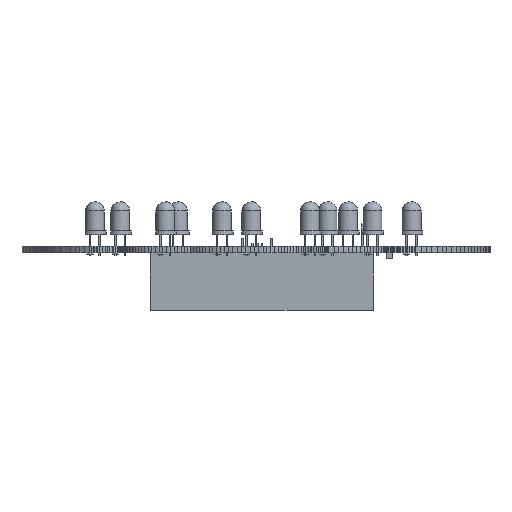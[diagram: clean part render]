
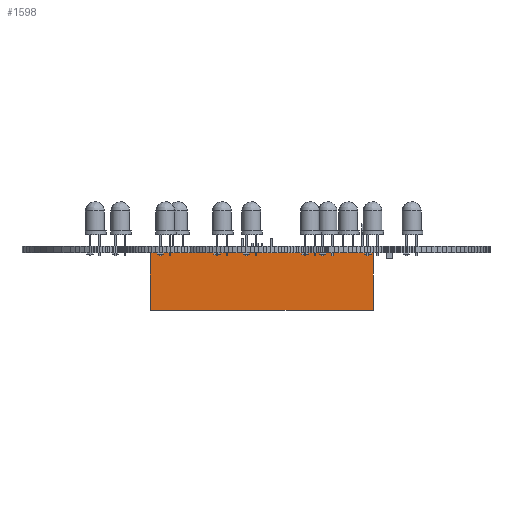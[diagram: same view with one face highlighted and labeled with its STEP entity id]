
A CAD part, front view. The second image highlights one B-rep face of the part: STEP entity #1598.
In plain terms, the highlighted free-form (B-spline) face has degree [1, 1] with [2, 2] control points.
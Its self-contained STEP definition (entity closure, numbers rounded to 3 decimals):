
#231 = B_SPLINE_SURFACE_WITH_KNOTS('',1,1,(
    (#232,#233)
    ,(#234,#235
    )),.UNSPECIFIED.,.F.,.F.,.F.,(2,2),(2,2),(-15.24,15.24),(-28.956,
    28.956),.PIECEWISE_BEZIER_KNOTS.);
#232 = CARTESIAN_POINT('',(-28.956,0.,-15.24));
#233 = CARTESIAN_POINT('',(28.956,0.,-15.24));
#234 = CARTESIAN_POINT('',(-28.956,0.,15.24));
#235 = CARTESIAN_POINT('',(28.956,0.,15.24));
#1272 = VERTEX_POINT('',#1273);
#1273 = CARTESIAN_POINT('',(28.956,0.,-15.24));
#1285 = B_SPLINE_SURFACE_WITH_KNOTS('',1,1,(
    (#1286,#1287)
    ,(#1288,#1289
    )),.UNSPECIFIED.,.F.,.F.,.F.,(2,2),(2,2),(-30.48,0.),(-15.,
    0.),.PIECEWISE_BEZIER_KNOTS.);
#1286 = CARTESIAN_POINT('',(28.956,0.,-15.24));
#1287 = CARTESIAN_POINT('',(28.956,15.,-15.24));
#1288 = CARTESIAN_POINT('',(28.956,0.,15.24));
#1289 = CARTESIAN_POINT('',(28.956,15.,15.24));
#1296 = EDGE_CURVE('',#1272,#1297,#1299,.T.);
#1297 = VERTEX_POINT('',#1298);
#1298 = CARTESIAN_POINT('',(-28.956,0.,-15.24));
#1299 = SURFACE_CURVE('',#1300,(#1303,#1309),.PCURVE_S1.);
#1300 = B_SPLINE_CURVE_WITH_KNOTS('',1,(#1301,#1302),.UNSPECIFIED.,.F.,
  .F.,(2,2),(0.,57.912),.PIECEWISE_BEZIER_KNOTS.);
#1301 = CARTESIAN_POINT('',(28.956,0.,-15.24));
#1302 = CARTESIAN_POINT('',(-28.956,0.,-15.24));
#1303 = PCURVE('',#231,#1304);
#1304 = DEFINITIONAL_REPRESENTATION('',(#1305),#1308);
#1305 = B_SPLINE_CURVE_WITH_KNOTS('',1,(#1306,#1307),.UNSPECIFIED.,.F.,
  .F.,(2,2),(0.,57.912),.PIECEWISE_BEZIER_KNOTS.);
#1306 = CARTESIAN_POINT('',(-15.24,28.956));
#1307 = CARTESIAN_POINT('',(-15.24,-28.956));
#1308 = ( GEOMETRIC_REPRESENTATION_CONTEXT(2) 
PARAMETRIC_REPRESENTATION_CONTEXT() REPRESENTATION_CONTEXT('2D SPACE',''
  ) );
#1309 = PCURVE('',#1310,#1315);
#1310 = B_SPLINE_SURFACE_WITH_KNOTS('',1,1,(
    (#1311,#1312)
    ,(#1313,#1314
    )),.UNSPECIFIED.,.F.,.F.,.F.,(2,2),(2,2),(-57.912,0.),(-15.,
    0.),.PIECEWISE_BEZIER_KNOTS.);
#1311 = CARTESIAN_POINT('',(-28.956,0.,-15.24));
#1312 = CARTESIAN_POINT('',(-28.956,15.,-15.24));
#1313 = CARTESIAN_POINT('',(28.956,0.,-15.24));
#1314 = CARTESIAN_POINT('',(28.956,15.,-15.24));
#1315 = DEFINITIONAL_REPRESENTATION('',(#1316),#1319);
#1316 = B_SPLINE_CURVE_WITH_KNOTS('',1,(#1317,#1318),.UNSPECIFIED.,.F.,
  .F.,(2,2),(0.,57.912),.PIECEWISE_BEZIER_KNOTS.);
#1317 = CARTESIAN_POINT('',(0.,-15.));
#1318 = CARTESIAN_POINT('',(-57.912,-15.));
#1319 = ( GEOMETRIC_REPRESENTATION_CONTEXT(2) 
PARAMETRIC_REPRESENTATION_CONTEXT() REPRESENTATION_CONTEXT('2D SPACE',''
  ) );
#1333 = B_SPLINE_SURFACE_WITH_KNOTS('',1,1,(
    (#1334,#1335)
    ,(#1336,#1337
    )),.UNSPECIFIED.,.F.,.F.,.F.,(2,2),(2,2),(0.,30.48),(-15.,
    0.),.PIECEWISE_BEZIER_KNOTS.);
#1334 = CARTESIAN_POINT('',(-28.956,0.,15.24));
#1335 = CARTESIAN_POINT('',(-28.956,15.,15.24));
#1336 = CARTESIAN_POINT('',(-28.956,0.,-15.24));
#1337 = CARTESIAN_POINT('',(-28.956,15.,-15.24));
#1449 = EDGE_CURVE('',#1450,#1297,#1452,.T.);
#1450 = VERTEX_POINT('',#1451);
#1451 = CARTESIAN_POINT('',(-28.956,15.,-15.24));
#1452 = SURFACE_CURVE('',#1453,(#1456,#1462),.PCURVE_S1.);
#1453 = B_SPLINE_CURVE_WITH_KNOTS('',1,(#1454,#1455),.UNSPECIFIED.,.F.,
  .F.,(2,2),(0.,15.),.PIECEWISE_BEZIER_KNOTS.);
#1454 = CARTESIAN_POINT('',(-28.956,15.,-15.24));
#1455 = CARTESIAN_POINT('',(-28.956,0.,-15.24));
#1456 = PCURVE('',#1333,#1457);
#1457 = DEFINITIONAL_REPRESENTATION('',(#1458),#1461);
#1458 = B_SPLINE_CURVE_WITH_KNOTS('',1,(#1459,#1460),.UNSPECIFIED.,.F.,
  .F.,(2,2),(0.,15.),.PIECEWISE_BEZIER_KNOTS.);
#1459 = CARTESIAN_POINT('',(30.48,0.));
#1460 = CARTESIAN_POINT('',(30.48,-15.));
#1461 = ( GEOMETRIC_REPRESENTATION_CONTEXT(2) 
PARAMETRIC_REPRESENTATION_CONTEXT() REPRESENTATION_CONTEXT('2D SPACE',''
  ) );
#1462 = PCURVE('',#1310,#1463);
#1463 = DEFINITIONAL_REPRESENTATION('',(#1464),#1467);
#1464 = B_SPLINE_CURVE_WITH_KNOTS('',1,(#1465,#1466),.UNSPECIFIED.,.F.,
  .F.,(2,2),(0.,15.),.PIECEWISE_BEZIER_KNOTS.);
#1465 = CARTESIAN_POINT('',(-57.912,0.));
#1466 = CARTESIAN_POINT('',(-57.912,-15.));
#1467 = ( GEOMETRIC_REPRESENTATION_CONTEXT(2) 
PARAMETRIC_REPRESENTATION_CONTEXT() REPRESENTATION_CONTEXT('2D SPACE',''
  ) );
#1483 = B_SPLINE_SURFACE_WITH_KNOTS('',1,1,(
    (#1484,#1485)
    ,(#1486,#1487
  )),.UNSPECIFIED.,.F.,.F.,.F.,(2,2),(2,2),(-15.24,15.24),(-28.956,
    28.956),.PIECEWISE_BEZIER_KNOTS.);
#1484 = CARTESIAN_POINT('',(-28.956,15.,-15.24));
#1485 = CARTESIAN_POINT('',(28.956,15.,-15.24));
#1486 = CARTESIAN_POINT('',(-28.956,15.,15.24));
#1487 = CARTESIAN_POINT('',(28.956,15.,15.24));
#1561 = VERTEX_POINT('',#1562);
#1562 = CARTESIAN_POINT('',(28.956,15.,-15.24));
#1580 = EDGE_CURVE('',#1561,#1272,#1581,.T.);
#1581 = SURFACE_CURVE('',#1582,(#1585,#1591),.PCURVE_S1.);
#1582 = B_SPLINE_CURVE_WITH_KNOTS('',1,(#1583,#1584),.UNSPECIFIED.,.F.,
  .F.,(2,2),(0.,15.),.PIECEWISE_BEZIER_KNOTS.);
#1583 = CARTESIAN_POINT('',(28.956,15.,-15.24));
#1584 = CARTESIAN_POINT('',(28.956,0.,-15.24));
#1585 = PCURVE('',#1285,#1586);
#1586 = DEFINITIONAL_REPRESENTATION('',(#1587),#1590);
#1587 = B_SPLINE_CURVE_WITH_KNOTS('',1,(#1588,#1589),.UNSPECIFIED.,.F.,
  .F.,(2,2),(0.,15.),.PIECEWISE_BEZIER_KNOTS.);
#1588 = CARTESIAN_POINT('',(-30.48,0.));
#1589 = CARTESIAN_POINT('',(-30.48,-15.));
#1590 = ( GEOMETRIC_REPRESENTATION_CONTEXT(2) 
PARAMETRIC_REPRESENTATION_CONTEXT() REPRESENTATION_CONTEXT('2D SPACE',''
  ) );
#1591 = PCURVE('',#1310,#1592);
#1592 = DEFINITIONAL_REPRESENTATION('',(#1593),#1596);
#1593 = B_SPLINE_CURVE_WITH_KNOTS('',1,(#1594,#1595),.UNSPECIFIED.,.F.,
  .F.,(2,2),(0.,15.),.PIECEWISE_BEZIER_KNOTS.);
#1594 = CARTESIAN_POINT('',(0.,0.));
#1595 = CARTESIAN_POINT('',(0.,-15.));
#1596 = ( GEOMETRIC_REPRESENTATION_CONTEXT(2) 
PARAMETRIC_REPRESENTATION_CONTEXT() REPRESENTATION_CONTEXT('2D SPACE',''
  ) );
#1598 = ADVANCED_FACE('',(#1599),#1310,.F.);
#1599 = FACE_BOUND('',#1600,.T.);
#1600 = EDGE_LOOP('',(#1601,#1602,#1603,#1621));
#1601 = ORIENTED_EDGE('',*,*,#1296,.T.);
#1602 = ORIENTED_EDGE('',*,*,#1449,.F.);
#1603 = ORIENTED_EDGE('',*,*,#1604,.F.);
#1604 = EDGE_CURVE('',#1561,#1450,#1605,.T.);
#1605 = SURFACE_CURVE('',#1606,(#1609,#1615),.PCURVE_S1.);
#1606 = B_SPLINE_CURVE_WITH_KNOTS('',1,(#1607,#1608),.UNSPECIFIED.,.F.,
  .F.,(2,2),(0.,57.912),.PIECEWISE_BEZIER_KNOTS.);
#1607 = CARTESIAN_POINT('',(28.956,15.,-15.24));
#1608 = CARTESIAN_POINT('',(-28.956,15.,-15.24));
#1609 = PCURVE('',#1310,#1610);
#1610 = DEFINITIONAL_REPRESENTATION('',(#1611),#1614);
#1611 = B_SPLINE_CURVE_WITH_KNOTS('',1,(#1612,#1613),.UNSPECIFIED.,.F.,
  .F.,(2,2),(0.,57.912),.PIECEWISE_BEZIER_KNOTS.);
#1612 = CARTESIAN_POINT('',(0.,0.));
#1613 = CARTESIAN_POINT('',(-57.912,0.));
#1614 = ( GEOMETRIC_REPRESENTATION_CONTEXT(2) 
PARAMETRIC_REPRESENTATION_CONTEXT() REPRESENTATION_CONTEXT('2D SPACE',''
  ) );
#1615 = PCURVE('',#1483,#1616);
#1616 = DEFINITIONAL_REPRESENTATION('',(#1617),#1620);
#1617 = B_SPLINE_CURVE_WITH_KNOTS('',1,(#1618,#1619),.UNSPECIFIED.,.F.,
  .F.,(2,2),(0.,57.912),.PIECEWISE_BEZIER_KNOTS.);
#1618 = CARTESIAN_POINT('',(-15.24,28.956));
#1619 = CARTESIAN_POINT('',(-15.24,-28.956));
#1620 = ( GEOMETRIC_REPRESENTATION_CONTEXT(2) 
PARAMETRIC_REPRESENTATION_CONTEXT() REPRESENTATION_CONTEXT('2D SPACE',''
  ) );
#1621 = ORIENTED_EDGE('',*,*,#1580,.T.);
